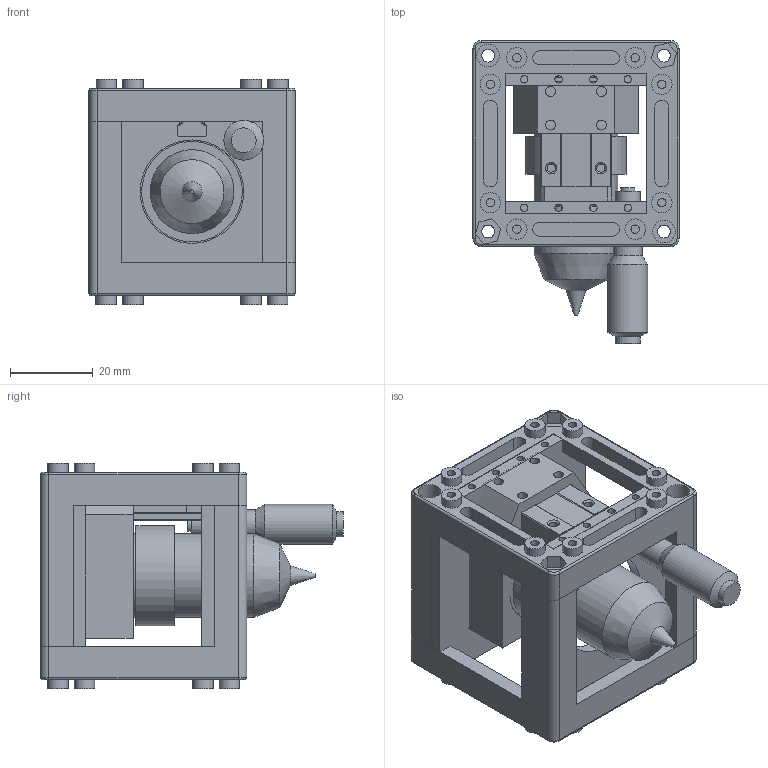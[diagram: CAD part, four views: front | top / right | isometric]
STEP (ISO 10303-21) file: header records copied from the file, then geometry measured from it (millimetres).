
FILE_DESCRIPTION(/* description */ (''),/* implementation_level */ '2;1');
FILE_NAME(/* name */ 'Assembly_Cube_lineartranslator_v3.iam.step',/* time_stamp */ '2022-11-29T09:08:08+01:00',/* author */ ('marsikovabarbora'),/* organization */ (''),/* preprocessor_version */ 'ST-DEVELOPER v18.1',/* originating_system */ 'Autodesk Inventor 2022',/* authorisation */ '');
FILE_SCHEMA (('AUTOMOTIVE_DESIGN { 1 0 10303 214 3 1 1 }'));
Length unit declared in the file: millimetre
Products named in the file (9): Assembly_Cube_lineartranslator_v3; Assembly_Cube_empty_IM_v3; 10_Cube_1x1_IM; 00_MGN7_34mm; MGN7-H; 20_Cube_Insert_lineartranlator_mgn7_base_v3; 30_Cube_lineartranslator_adapter_RMS_v3; 00_RS_Pro_Micrometer_small; 00_objectivelens_10x
Assembly tree (10 placements, depth 3):
  Assembly_Cube_lineartranslator_v3
    Assembly_Cube_empty_IM_v3
      10_Cube_1x1_IM  x2
    20_Cube_Insert_lineartranlator_mgn7_base_v3  x2
    00_MGN7_34mm
    MGN7-H
    30_Cube_lineartranslator_adapter_RMS_v3
    00_RS_Pro_Micrometer_small
    00_objectivelens_10x
Bounding box: 49.82 x 73.2 x 54.5 mm (x, y, z)
Volume: 58970.6 mm3; surface area: 42560.9 mm2
Topology: 17 solids, 17 shells, 798 faces, 2096 edges, 1388 vertices
Faces by surface type: plane 535, cylinder 232, cone 15, torus 8, sphere 4, bspline 4
Full cylindrical faces by diameter (mm): 0.8 x4, 1.8 x8, 2 x4, 2.05 x16, 2.4 x7, 2.659 x4, 2.8 x1, 3.1 x8, 3.45 x1, 4.2 x3, 4.9 x2, 4.95 x16, 5.5 x4, 6 x2, 6.01 x2, 7.01 x1, 9.63 x1, 19.9 x15, 20.25 x2, 20.616 x15, 24.3 x1, 25 x2
Entity records: 22047 total; most frequent: CARTESIAN_POINT 6692, ORIENTED_EDGE 3122, DIRECTION 3049, EDGE_CURVE 1561, LINE 1115, VECTOR 1115, VERTEX_POINT 1033, AXIS2_PLACEMENT_3D 967
